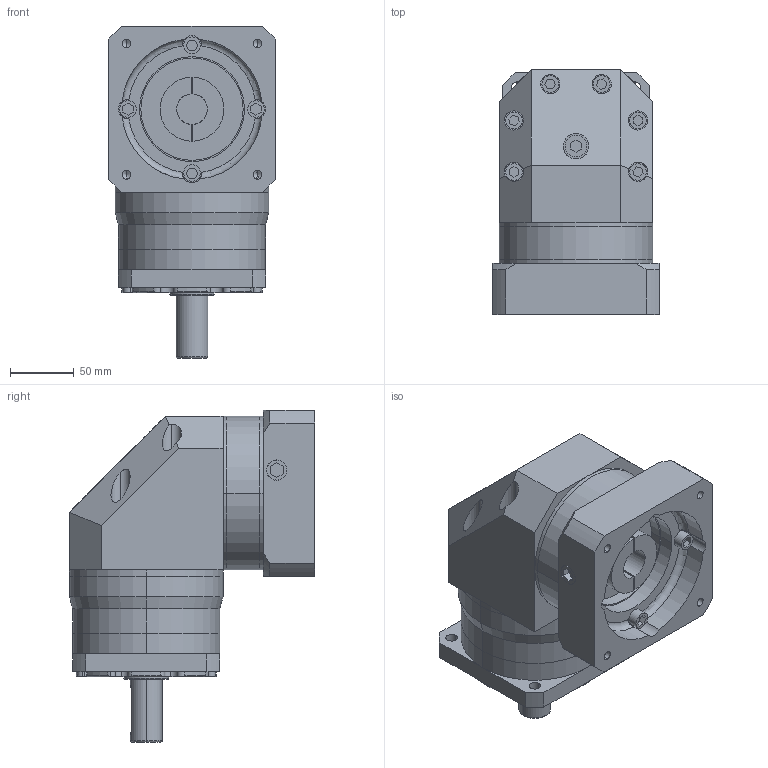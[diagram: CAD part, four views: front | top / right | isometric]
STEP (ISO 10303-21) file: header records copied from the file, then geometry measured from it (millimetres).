
FILE_DESCRIPTION (( 'STEP AP214' ), '1' );
FILE_NAME ('VGZF115单级模型（24-55 110-5 4-9-145）.STEP', '2019-01-10T08:44:18', ( 'Windows' ), ( 'Microsoft' ), 'SwSTEP 2.0', 'SolidWorks 2016', '' );
FILE_SCHEMA (( 'AUTOMOTIVE_DESIGN' ));
Length unit declared in the file: millimetre
Products named in the file (1): VGZF115单级模型（24-55 110-5 4-9-145）
Bounding box: 130 x 191.5 x 259.5 mm (x, y, z)
Volume: 2886699 mm3; surface area: 315615.2 mm2
Topology: 22 solids, 22 shells, 463 faces, 1134 edges, 739 vertices
Faces by surface type: plane 248, cylinder 180, cone 18, torus 17
Entity records: 14296 total; most frequent: CARTESIAN_POINT 2790, DIRECTION 2387, ORIENTED_EDGE 2248, EDGE_CURVE 1124, AXIS2_PLACEMENT_3D 858, VERTEX_POINT 739, LINE 671, VECTOR 671
